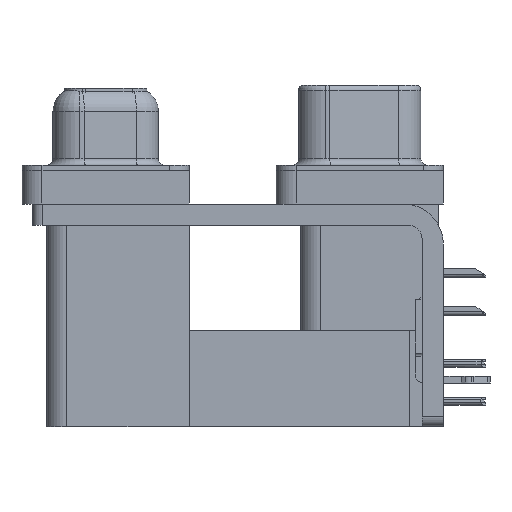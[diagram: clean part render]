
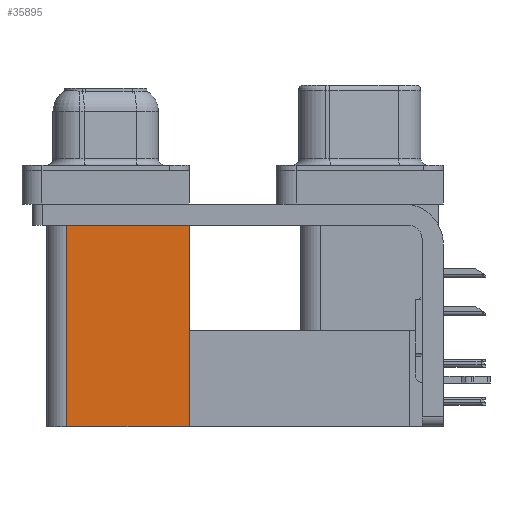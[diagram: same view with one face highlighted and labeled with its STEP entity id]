
A CAD part, left-side view. The second image highlights one B-rep face of the part: STEP entity #35895.
In plain terms, the highlighted planar face has unit normal (-1, 0, 0).
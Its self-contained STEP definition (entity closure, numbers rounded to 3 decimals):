
#291 = EDGE_CURVE ( 'NONE', #38339, #45739, #21134, .T. ) ;
#859 = ORIENTED_EDGE ( 'NONE', *, *, #291, .F. ) ;
#4218 = VECTOR ( 'NONE', #18454, 1000. ) ;
#5354 = VECTOR ( 'NONE', #7312, 1000. ) ;
#7312 = DIRECTION ( 'NONE',  ( 0., 1., 0. ) ) ;
#7690 = ORIENTED_EDGE ( 'NONE', *, *, #37867, .F. ) ;
#9107 = VECTOR ( 'NONE', #30970, 1000. ) ;
#9412 = VECTOR ( 'NONE', #17418, 1000. ) ;
#13573 = CARTESIAN_POINT ( 'NONE',  ( 3.765, 12.775, -19.2 ) ) ;
#14758 = LINE ( 'NONE', #18243, #5354 ) ;
#15393 = AXIS2_PLACEMENT_3D ( 'NONE', #26889, #23188, #45414 ) ;
#17418 = DIRECTION ( 'NONE',  ( 0., 0., 1. ) ) ;
#18243 = CARTESIAN_POINT ( 'NONE',  ( 3.765, 12.775, -2.5 ) ) ;
#18454 = DIRECTION ( 'NONE',  ( 0., 1., 0. ) ) ;
#19912 = FACE_OUTER_BOUND ( 'NONE', #31483, .T. ) ;
#21134 = LINE ( 'NONE', #28336, #9412 ) ;
#23188 = DIRECTION ( 'NONE',  ( 1., 0., 0. ) ) ;
#25435 = LINE ( 'NONE', #43264, #4218 ) ;
#26889 = CARTESIAN_POINT ( 'NONE',  ( 3.765, 12.775, -19.2 ) ) ;
#27799 = PLANE ( 'NONE',  #15393 ) ;
#28336 = CARTESIAN_POINT ( 'NONE',  ( 3.765, 21.975, -19.2 ) ) ;
#29104 = CARTESIAN_POINT ( 'NONE',  ( 3.765, 21.975, -2.5 ) ) ;
#30970 = DIRECTION ( 'NONE',  ( 0., 0., 1. ) ) ;
#31483 = EDGE_LOOP ( 'NONE', ( #42570, #859, #7690, #43635 ) ) ;
#35895 = ADVANCED_FACE ( 'NONE', ( #19912 ), #27799, .F. ) ;
#37088 = VERTEX_POINT ( 'NONE', #40113 ) ;
#37867 = EDGE_CURVE ( 'NONE', #43374, #38339, #25435, .T. ) ;
#38339 = VERTEX_POINT ( 'NONE', #38462 ) ;
#38462 = CARTESIAN_POINT ( 'NONE',  ( 3.765, 21.975, -19.2 ) ) ;
#40113 = CARTESIAN_POINT ( 'NONE',  ( 3.765, 12.775, -2.5 ) ) ;
#41838 = LINE ( 'NONE', #13573, #9107 ) ;
#42570 = ORIENTED_EDGE ( 'NONE', *, *, #44402, .T. ) ;
#43264 = CARTESIAN_POINT ( 'NONE',  ( 3.765, 12.775, -19.2 ) ) ;
#43374 = VERTEX_POINT ( 'NONE', #44777 ) ;
#43635 = ORIENTED_EDGE ( 'NONE', *, *, #45475, .T. ) ;
#44402 = EDGE_CURVE ( 'NONE', #37088, #45739, #14758, .T. ) ;
#44777 = CARTESIAN_POINT ( 'NONE',  ( 3.765, 12.775, -19.2 ) ) ;
#45414 = DIRECTION ( 'NONE',  ( 0., 1., 0. ) ) ;
#45475 = EDGE_CURVE ( 'NONE', #43374, #37088, #41838, .T. ) ;
#45739 = VERTEX_POINT ( 'NONE', #29104 ) ;
